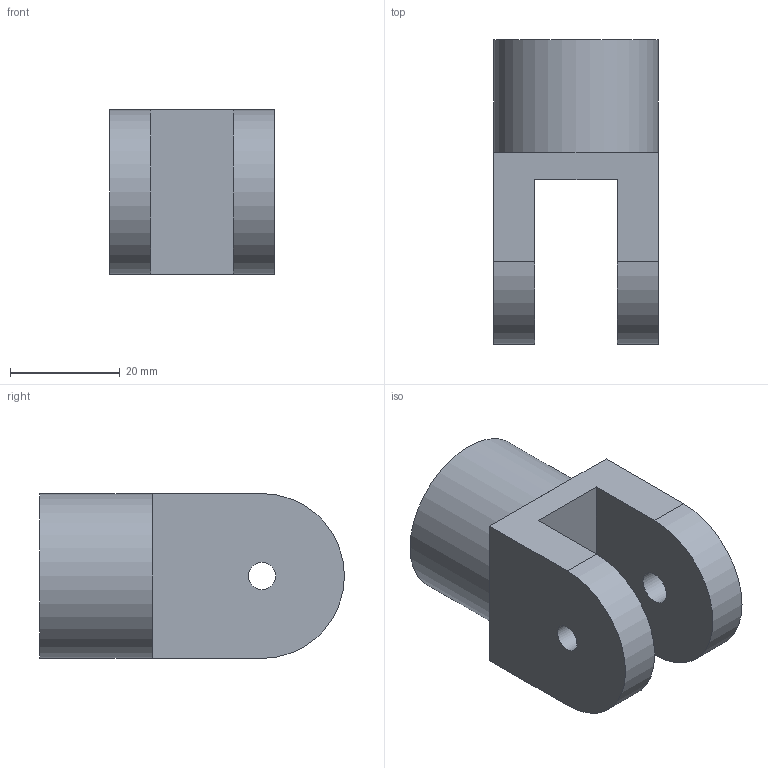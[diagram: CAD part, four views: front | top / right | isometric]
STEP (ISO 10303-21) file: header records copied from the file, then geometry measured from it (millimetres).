
FILE_DESCRIPTION(/* description */ (''),/* implementation_level */ '2;1');
FILE_NAME(/* name */ 'fixation rotule.step',/* time_stamp */ '2024-03-05T21:32:39+01:00',/* author */ (''),/* organization */ (''),/* preprocessor_version */ 'ST-DEVELOPER v20',/* originating_system */ 'Autodesk Translation Framework v12.20.1.177',/* authorisation */ '');
FILE_SCHEMA (('AUTOMOTIVE_DESIGN { 1 0 10303 214 3 1 1 }'));
Length unit declared in the file: millimetre
Products named in the file (2): fixation simplifiee; ROTULE DOUBLE
Assembly tree (1 placements, depth 2):
  fixation simplifiee
    ROTULE DOUBLE
Bounding box: 30 x 55.5 x 30 mm (x, y, z)
Volume: 30290 mm3; surface area: 8730.2 mm2
Topology: 1 solids, 1 shells, 19 faces, 43 edges, 27 vertices
Faces by surface type: plane 13, cylinder 6
Full cylindrical faces by diameter (mm): 5 x2, 6 x1, 30 x1
Entity records: 607 total; most frequent: DIRECTION 102, CARTESIAN_POINT 92, ORIENTED_EDGE 86, EDGE_CURVE 43, AXIS2_PLACEMENT_3D 37, LINE 28, VECTOR 28, VERTEX_POINT 27
